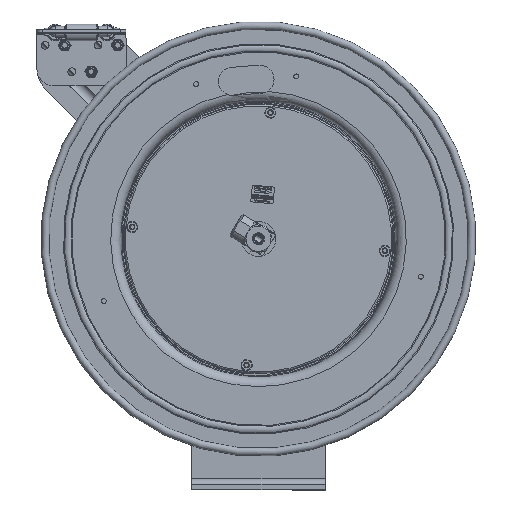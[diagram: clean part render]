
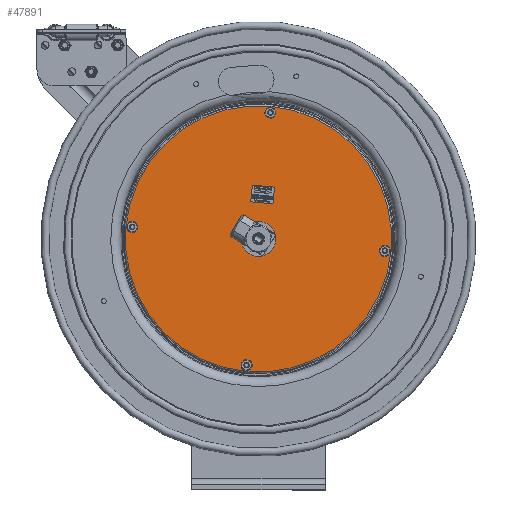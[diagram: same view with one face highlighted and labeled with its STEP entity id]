
A CAD part, top view. The second image highlights one B-rep face of the part: STEP entity #47891.
In plain terms, the highlighted planar face has unit normal (0, 0, 1).
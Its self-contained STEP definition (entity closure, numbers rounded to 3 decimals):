
#12327=FACE_BOUND('',#14645,.T.);
#12328=FACE_BOUND('',#14646,.T.);
#12329=FACE_BOUND('',#14647,.T.);
#12330=FACE_BOUND('',#14648,.T.);
#12331=FACE_BOUND('',#14649,.T.);
#12694=FACE_OUTER_BOUND('',#14644,.T.);
#14644=EDGE_LOOP('',(#32819));
#14645=EDGE_LOOP('',(#32820));
#14646=EDGE_LOOP('',(#32821));
#14647=EDGE_LOOP('',(#32822));
#14648=EDGE_LOOP('',(#32823));
#14649=EDGE_LOOP('',(#32824));
#16956=CIRCLE('',#50052,5.97);
#16957=CIRCLE('',#50053,0.655);
#16958=CIRCLE('',#50054,0.14);
#16959=CIRCLE('',#50055,0.14);
#16960=CIRCLE('',#50056,0.14);
#16961=CIRCLE('',#50057,0.14);
#18628=VERTEX_POINT('',#65092);
#18629=VERTEX_POINT('',#65094);
#18630=VERTEX_POINT('',#65096);
#18631=VERTEX_POINT('',#65098);
#18632=VERTEX_POINT('',#65100);
#18633=VERTEX_POINT('',#65102);
#24671=EDGE_CURVE('',#18628,#18628,#16956,.T.);
#24672=EDGE_CURVE('',#18629,#18629,#16957,.T.);
#24673=EDGE_CURVE('',#18630,#18630,#16958,.T.);
#24674=EDGE_CURVE('',#18631,#18631,#16959,.T.);
#24675=EDGE_CURVE('',#18632,#18632,#16960,.T.);
#24676=EDGE_CURVE('',#18633,#18633,#16961,.T.);
#32819=ORIENTED_EDGE('',*,*,#24671,.F.);
#32820=ORIENTED_EDGE('',*,*,#24672,.T.);
#32821=ORIENTED_EDGE('',*,*,#24673,.T.);
#32822=ORIENTED_EDGE('',*,*,#24674,.T.);
#32823=ORIENTED_EDGE('',*,*,#24675,.T.);
#32824=ORIENTED_EDGE('',*,*,#24676,.T.);
#44897=PLANE('',#50051);
#47891=ADVANCED_FACE('',(#12694,#12327,#12328,#12329,#12330,#12331),#44897,
 .T.);
#50051=AXIS2_PLACEMENT_3D('',#65091,#53433,#53434);
#50052=AXIS2_PLACEMENT_3D('',#65093,#53435,#53436);
#50053=AXIS2_PLACEMENT_3D('',#65095,#53437,#53438);
#50054=AXIS2_PLACEMENT_3D('',#65097,#53439,#53440);
#50055=AXIS2_PLACEMENT_3D('',#65099,#53441,#53442);
#50056=AXIS2_PLACEMENT_3D('',#65101,#53443,#53444);
#50057=AXIS2_PLACEMENT_3D('',#65103,#53445,#53446);
#53433=DIRECTION('center_axis',(0.,0.,
1.));
#53434=DIRECTION('ref_axis',(0.996,-0.094,0.));
#53435=DIRECTION('center_axis',(0.,0.,
-1.));
#53436=DIRECTION('ref_axis',(0.996,-0.094,0.));
#53437=DIRECTION('center_axis',(0.,0.,
-1.));
#53438=DIRECTION('ref_axis',(-0.996,0.094,0.));
#53439=DIRECTION('center_axis',(0.,0.,
-1.));
#53440=DIRECTION('ref_axis',(0.996,-0.094,0.));
#53441=DIRECTION('center_axis',(0.,0.,
-1.));
#53442=DIRECTION('ref_axis',(0.996,-0.094,0.));
#53443=DIRECTION('center_axis',(0.,0.,
-1.));
#53444=DIRECTION('ref_axis',(0.996,-0.094,0.));
#53445=DIRECTION('center_axis',(0.,0.,
-1.));
#53446=DIRECTION('ref_axis',(0.996,-0.094,0.));
#65091=CARTESIAN_POINT('Origin',(0.,11.252,
4.93));
#65092=CARTESIAN_POINT('',(-5.944,11.812,4.93));
#65093=CARTESIAN_POINT('Origin',(0.,11.252,
4.93));
#65094=CARTESIAN_POINT('',(0.652,11.19,4.93));
#65095=CARTESIAN_POINT('Origin',(0.,11.252,
4.93));
#65096=CARTESIAN_POINT('',(5.802,10.705,4.93));
#65097=CARTESIAN_POINT('Origin',(5.662,10.718,4.93));
#65098=CARTESIAN_POINT('',(-5.523,11.773,4.93));
#65099=CARTESIAN_POINT('Origin',(-5.662,11.786,4.93));
#65100=CARTESIAN_POINT('',(0.673,16.901,4.93));
#65101=CARTESIAN_POINT('Origin',(0.534,16.914,4.93));
#65102=CARTESIAN_POINT('',(-0.394,5.576,4.93));
#65103=CARTESIAN_POINT('Origin',(-0.534,5.589,4.93));
